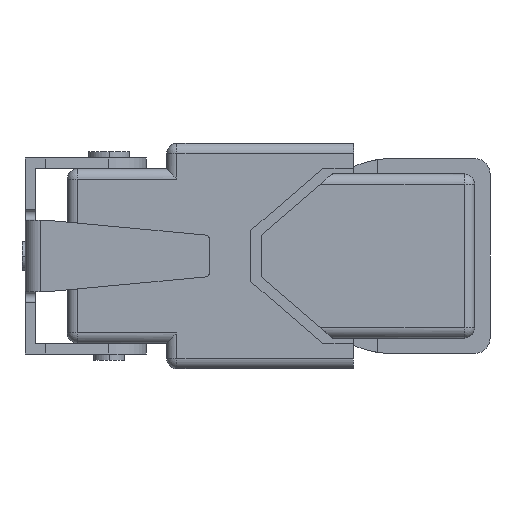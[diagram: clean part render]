
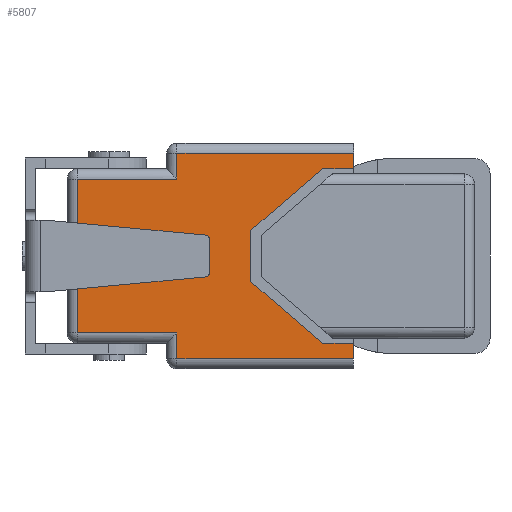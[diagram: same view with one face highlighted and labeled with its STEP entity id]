
A CAD part, left-side view. The second image highlights one B-rep face of the part: STEP entity #5807.
In plain terms, the highlighted planar face has unit normal (-1, 0, 0).
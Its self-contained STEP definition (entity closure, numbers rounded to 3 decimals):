
#1707=DIRECTION('',(0.,1.,0.));
#1708=VECTOR('',#1707,17.2);
#1709=CARTESIAN_POINT('',(-27.25,0.,-10.));
#1710=LINE('',#1709,#1708);
#1711=DIRECTION('',(0.,0.,-1.));
#1712=VECTOR('',#1711,2.5);
#1713=CARTESIAN_POINT('',(-27.25,17.2,-7.5));
#1714=LINE('',#1713,#1712);
#1715=DIRECTION('',(0.,-1.,0.));
#1716=VECTOR('',#1715,9.7);
#1717=CARTESIAN_POINT('',(-27.25,26.9,-7.5));
#1718=LINE('',#1717,#1716);
#1719=DIRECTION('',(0.,0.,-1.));
#1720=VECTOR('',#1719,15.);
#1721=CARTESIAN_POINT('',(-27.25,26.9,7.5));
#1722=LINE('',#1721,#1720);
#1723=DIRECTION('',(0.,1.,0.));
#1724=VECTOR('',#1723,9.7);
#1725=CARTESIAN_POINT('',(-27.25,17.2,7.5));
#1726=LINE('',#1725,#1724);
#1727=DIRECTION('',(0.,0.,-1.));
#1728=VECTOR('',#1727,2.5);
#1729=CARTESIAN_POINT('',(-27.25,17.2,10.));
#1730=LINE('',#1729,#1728);
#1731=DIRECTION('',(0.,-1.,0.));
#1732=VECTOR('',#1731,17.2);
#1733=CARTESIAN_POINT('',(-27.25,17.2,10.));
#1734=LINE('',#1733,#1732);
#1735=DIRECTION('',(0.,0.,-1.));
#1736=VECTOR('',#1735,1.5);
#1737=CARTESIAN_POINT('',(-27.25,0.,10.));
#1738=LINE('',#1737,#1736);
#1739=DIRECTION('',(0.,1.,0.));
#1740=VECTOR('',#1739,3.);
#1741=CARTESIAN_POINT('',(-27.25,0.,8.5));
#1742=LINE('',#1741,#1740);
#1743=DIRECTION('',(0.,0.759,-0.651));
#1744=VECTOR('',#1743,9.22);
#1745=CARTESIAN_POINT('',(-27.25,3.,8.5));
#1746=LINE('',#1745,#1744);
#1747=DIRECTION('',(0.,0.,-1.));
#1748=VECTOR('',#1747,5.);
#1749=CARTESIAN_POINT('',(-27.25,10.,2.5));
#1750=LINE('',#1749,#1748);
#1751=DIRECTION('',(0.,-0.759,-0.651));
#1752=VECTOR('',#1751,9.22);
#1753=CARTESIAN_POINT('',(-27.25,10.,-2.5));
#1754=LINE('',#1753,#1752);
#1755=DIRECTION('',(0.,-1.,0.));
#1756=VECTOR('',#1755,3.);
#1757=CARTESIAN_POINT('',(-27.25,3.,-8.5));
#1758=LINE('',#1757,#1756);
#1759=DIRECTION('',(0.,0.,1.));
#1760=VECTOR('',#1759,1.5);
#1761=CARTESIAN_POINT('',(-27.25,0.,-10.));
#1762=LINE('',#1761,#1760);
#2972=CARTESIAN_POINT('',(-27.25,0.,8.5));
#2973=CARTESIAN_POINT('',(-27.25,3.,8.5));
#2974=VERTEX_POINT('',#2972);
#2975=VERTEX_POINT('',#2973);
#2976=CARTESIAN_POINT('',(-27.25,10.,2.5));
#2977=VERTEX_POINT('',#2976);
#2978=CARTESIAN_POINT('',(-27.25,10.,-2.5));
#2979=VERTEX_POINT('',#2978);
#2980=CARTESIAN_POINT('',(-27.25,3.,-8.5));
#2981=VERTEX_POINT('',#2980);
#2982=CARTESIAN_POINT('',(-27.25,0.,-8.5));
#2983=VERTEX_POINT('',#2982);
#3078=CARTESIAN_POINT('',(-27.25,0.,-10.));
#3080=VERTEX_POINT('',#3078);
#3084=CARTESIAN_POINT('',(-27.25,17.2,-10.));
#3085=VERTEX_POINT('',#3084);
#3093=CARTESIAN_POINT('',(-27.25,0.,10.));
#3095=VERTEX_POINT('',#3093);
#3096=CARTESIAN_POINT('',(-27.25,17.2,10.));
#3097=VERTEX_POINT('',#3096);
#3108=CARTESIAN_POINT('',(-27.25,17.2,7.5));
#3109=VERTEX_POINT('',#3108);
#3110=CARTESIAN_POINT('',(-27.25,26.9,7.5));
#3111=VERTEX_POINT('',#3110);
#3114=CARTESIAN_POINT('',(-27.25,26.9,-7.5));
#3115=VERTEX_POINT('',#3114);
#3122=CARTESIAN_POINT('',(-27.25,17.2,-7.5));
#3123=VERTEX_POINT('',#3122);
#5776=CARTESIAN_POINT('',(-27.25,27.9,-11.));
#5777=DIRECTION('',(-1.,0.,0.));
#5778=DIRECTION('',(0.,-1.,0.));
#5779=AXIS2_PLACEMENT_3D('',#5776,#5777,#5778);
#5780=PLANE('',#5779);
#5782=ORIENTED_EDGE('',*,*,#5781,.T.);
#5783=ORIENTED_EDGE('',*,*,#5767,.F.);
#5784=ORIENTED_EDGE('',*,*,#4899,.F.);
#5786=ORIENTED_EDGE('',*,*,#5785,.F.);
#5788=ORIENTED_EDGE('',*,*,#5787,.F.);
#5790=ORIENTED_EDGE('',*,*,#5789,.F.);
#5792=ORIENTED_EDGE('',*,*,#5791,.T.);
#5793=ORIENTED_EDGE('',*,*,#5583,.T.);
#5795=ORIENTED_EDGE('',*,*,#5794,.T.);
#5797=ORIENTED_EDGE('',*,*,#5796,.T.);
#5799=ORIENTED_EDGE('',*,*,#5798,.T.);
#5801=ORIENTED_EDGE('',*,*,#5800,.T.);
#5803=ORIENTED_EDGE('',*,*,#5802,.T.);
#5804=ORIENTED_EDGE('',*,*,#5640,.F.);
#5805=EDGE_LOOP('',(#5782,#5783,#5784,#5786,#5788,#5790,#5792,#5793,#5795,#5797,
#5799,#5801,#5803,#5804));
#5806=FACE_OUTER_BOUND('',#5805,.F.);
#4899=EDGE_CURVE('',#3115,#3123,#1718,.T.);
#5583=EDGE_CURVE('',#3095,#2974,#1738,.T.);
#5640=EDGE_CURVE('',#3080,#2983,#1762,.T.);
#5767=EDGE_CURVE('',#3123,#3085,#1714,.T.);
#5781=EDGE_CURVE('',#3080,#3085,#1710,.T.);
#5785=EDGE_CURVE('',#3111,#3115,#1722,.T.);
#5787=EDGE_CURVE('',#3109,#3111,#1726,.T.);
#5789=EDGE_CURVE('',#3097,#3109,#1730,.T.);
#5791=EDGE_CURVE('',#3097,#3095,#1734,.T.);
#5794=EDGE_CURVE('',#2974,#2975,#1742,.T.);
#5796=EDGE_CURVE('',#2975,#2977,#1746,.T.);
#5798=EDGE_CURVE('',#2977,#2979,#1750,.T.);
#5800=EDGE_CURVE('',#2979,#2981,#1754,.T.);
#5802=EDGE_CURVE('',#2981,#2983,#1758,.T.);
#5807=ADVANCED_FACE('',(#5806),#5780,.T.);
